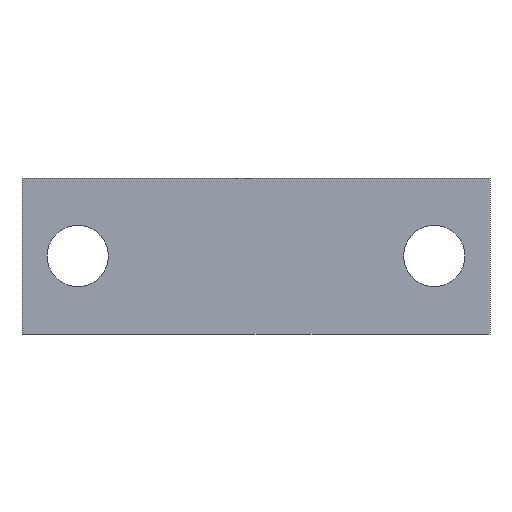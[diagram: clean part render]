
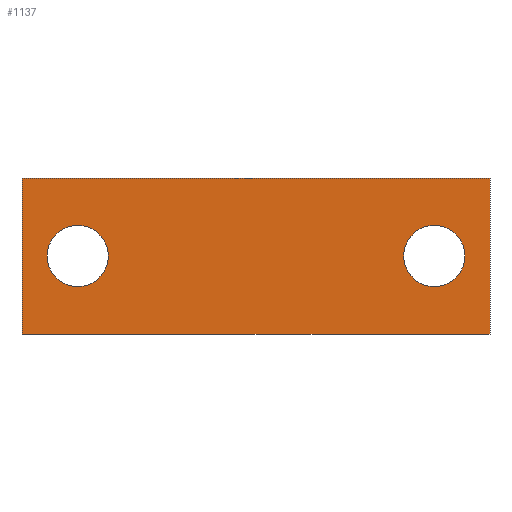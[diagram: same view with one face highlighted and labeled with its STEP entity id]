
A CAD part, left-side view. The second image highlights one B-rep face of the part: STEP entity #1137.
In plain terms, the highlighted planar face has unit normal (-1, 0, 0).
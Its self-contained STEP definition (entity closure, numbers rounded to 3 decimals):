
#72 = PLANE('',#73);
#73 = AXIS2_PLACEMENT_3D('',#74,#75,#76);
#74 = CARTESIAN_POINT('',(12.101,-16.,0.));
#75 = DIRECTION('',(0.,0.,-1.));
#76 = DIRECTION('',(-1.,0.,0.));
#124 = PLANE('',#125);
#125 = AXIS2_PLACEMENT_3D('',#126,#127,#128);
#126 = CARTESIAN_POINT('',(12.101,-16.,14.));
#127 = DIRECTION('',(0.,0.,1.));
#128 = DIRECTION('',(1.,0.,0.));
#273 = VERTEX_POINT('',#274);
#274 = CARTESIAN_POINT('',(0.,5.,14.));
#288 = PLANE('',#289);
#289 = AXIS2_PLACEMENT_3D('',#290,#291,#292);
#290 = CARTESIAN_POINT('',(0.,5.,14.));
#291 = DIRECTION('',(0.,1.,0.));
#292 = DIRECTION('',(0.,0.,-1.));
#300 = EDGE_CURVE('',#301,#273,#303,.T.);
#301 = VERTEX_POINT('',#302);
#302 = CARTESIAN_POINT('',(0.,-37.,14.));
#303 = SURFACE_CURVE('',#304,(#308,#315),.PCURVE_S1.);
#304 = LINE('',#305,#306);
#305 = CARTESIAN_POINT('',(0.,-37.,14.));
#306 = VECTOR('',#307,1.);
#307 = DIRECTION('',(0.,1.,0.));
#308 = PCURVE('',#124,#309);
#309 = DEFINITIONAL_REPRESENTATION('',(#310),#314);
#310 = LINE('',#311,#312);
#311 = CARTESIAN_POINT('',(-12.101,-21.));
#312 = VECTOR('',#313,1.);
#313 = DIRECTION('',(0.,1.));
#314 = ( GEOMETRIC_REPRESENTATION_CONTEXT(2) 
PARAMETRIC_REPRESENTATION_CONTEXT() REPRESENTATION_CONTEXT('2D SPACE',''
  ) );
#315 = PCURVE('',#316,#321);
#316 = PLANE('',#317);
#317 = AXIS2_PLACEMENT_3D('',#318,#319,#320);
#318 = CARTESIAN_POINT('',(0.,-16.,7.));
#319 = DIRECTION('',(-1.,0.,0.));
#320 = DIRECTION('',(0.,0.,-1.));
#321 = DEFINITIONAL_REPRESENTATION('',(#322),#326);
#322 = LINE('',#323,#324);
#323 = CARTESIAN_POINT('',(-7.,21.));
#324 = VECTOR('',#325,1.);
#325 = DIRECTION('',(0.,-1.));
#326 = ( GEOMETRIC_REPRESENTATION_CONTEXT(2) 
PARAMETRIC_REPRESENTATION_CONTEXT() REPRESENTATION_CONTEXT('2D SPACE',''
  ) );
#344 = PLANE('',#345);
#345 = AXIS2_PLACEMENT_3D('',#346,#347,#348);
#346 = CARTESIAN_POINT('',(0.,-37.,0.));
#347 = DIRECTION('',(0.,-1.,0.));
#348 = DIRECTION('',(0.,0.,1.));
#646 = VERTEX_POINT('',#647);
#647 = CARTESIAN_POINT('',(0.,-37.,0.));
#668 = EDGE_CURVE('',#669,#646,#671,.T.);
#669 = VERTEX_POINT('',#670);
#670 = CARTESIAN_POINT('',(0.,5.,0.));
#671 = SURFACE_CURVE('',#672,(#676,#683),.PCURVE_S1.);
#672 = LINE('',#673,#674);
#673 = CARTESIAN_POINT('',(0.,5.,0.));
#674 = VECTOR('',#675,1.);
#675 = DIRECTION('',(0.,-1.,0.));
#676 = PCURVE('',#72,#677);
#677 = DEFINITIONAL_REPRESENTATION('',(#678),#682);
#678 = LINE('',#679,#680);
#679 = CARTESIAN_POINT('',(12.101,21.));
#680 = VECTOR('',#681,1.);
#681 = DIRECTION('',(0.,-1.));
#682 = ( GEOMETRIC_REPRESENTATION_CONTEXT(2) 
PARAMETRIC_REPRESENTATION_CONTEXT() REPRESENTATION_CONTEXT('2D SPACE',''
  ) );
#683 = PCURVE('',#316,#684);
#684 = DEFINITIONAL_REPRESENTATION('',(#685),#689);
#685 = LINE('',#686,#687);
#686 = CARTESIAN_POINT('',(7.,-21.));
#687 = VECTOR('',#688,1.);
#688 = DIRECTION('',(0.,1.));
#689 = ( GEOMETRIC_REPRESENTATION_CONTEXT(2) 
PARAMETRIC_REPRESENTATION_CONTEXT() REPRESENTATION_CONTEXT('2D SPACE',''
  ) );
#850 = CYLINDRICAL_SURFACE('',#851,2.75);
#851 = AXIS2_PLACEMENT_3D('',#852,#853,#854);
#852 = CARTESIAN_POINT('',(-1.,0.,7.));
#853 = DIRECTION('',(-1.,0.,0.));
#854 = DIRECTION('',(0.,1.,0.));
#1099 = CYLINDRICAL_SURFACE('',#1100,2.75);
#1100 = AXIS2_PLACEMENT_3D('',#1101,#1102,#1103);
#1101 = CARTESIAN_POINT('',(-1.,-32.,7.));
#1102 = DIRECTION('',(-1.,0.,0.));
#1103 = DIRECTION('',(0.,1.,0.));
#1117 = EDGE_CURVE('',#646,#301,#1118,.T.);
#1118 = SURFACE_CURVE('',#1119,(#1123,#1130),.PCURVE_S1.);
#1119 = LINE('',#1120,#1121);
#1120 = CARTESIAN_POINT('',(0.,-37.,0.));
#1121 = VECTOR('',#1122,1.);
#1122 = DIRECTION('',(0.,0.,1.));
#1123 = PCURVE('',#344,#1124);
#1124 = DEFINITIONAL_REPRESENTATION('',(#1125),#1129);
#1125 = LINE('',#1126,#1127);
#1126 = CARTESIAN_POINT('',(0.,0.));
#1127 = VECTOR('',#1128,1.);
#1128 = DIRECTION('',(1.,0.));
#1129 = ( GEOMETRIC_REPRESENTATION_CONTEXT(2) 
PARAMETRIC_REPRESENTATION_CONTEXT() REPRESENTATION_CONTEXT('2D SPACE',''
  ) );
#1130 = PCURVE('',#316,#1131);
#1131 = DEFINITIONAL_REPRESENTATION('',(#1132),#1136);
#1132 = LINE('',#1133,#1134);
#1133 = CARTESIAN_POINT('',(7.,21.));
#1134 = VECTOR('',#1135,1.);
#1135 = DIRECTION('',(-1.,0.));
#1136 = ( GEOMETRIC_REPRESENTATION_CONTEXT(2) 
PARAMETRIC_REPRESENTATION_CONTEXT() REPRESENTATION_CONTEXT('2D SPACE',''
  ) );
#1137 = ADVANCED_FACE('',(#1138,#1164,#1190),#316,.T.);
#1138 = FACE_BOUND('',#1139,.T.);
#1139 = EDGE_LOOP('',(#1140,#1141,#1162,#1163));
#1140 = ORIENTED_EDGE('',*,*,#300,.T.);
#1141 = ORIENTED_EDGE('',*,*,#1142,.T.);
#1142 = EDGE_CURVE('',#273,#669,#1143,.T.);
#1143 = SURFACE_CURVE('',#1144,(#1148,#1155),.PCURVE_S1.);
#1144 = LINE('',#1145,#1146);
#1145 = CARTESIAN_POINT('',(0.,5.,14.));
#1146 = VECTOR('',#1147,1.);
#1147 = DIRECTION('',(0.,0.,-1.));
#1148 = PCURVE('',#316,#1149);
#1149 = DEFINITIONAL_REPRESENTATION('',(#1150),#1154);
#1150 = LINE('',#1151,#1152);
#1151 = CARTESIAN_POINT('',(-7.,-21.));
#1152 = VECTOR('',#1153,1.);
#1153 = DIRECTION('',(1.,0.));
#1154 = ( GEOMETRIC_REPRESENTATION_CONTEXT(2) 
PARAMETRIC_REPRESENTATION_CONTEXT() REPRESENTATION_CONTEXT('2D SPACE',''
  ) );
#1155 = PCURVE('',#288,#1156);
#1156 = DEFINITIONAL_REPRESENTATION('',(#1157),#1161);
#1157 = LINE('',#1158,#1159);
#1158 = CARTESIAN_POINT('',(0.,0.));
#1159 = VECTOR('',#1160,1.);
#1160 = DIRECTION('',(1.,0.));
#1161 = ( GEOMETRIC_REPRESENTATION_CONTEXT(2) 
PARAMETRIC_REPRESENTATION_CONTEXT() REPRESENTATION_CONTEXT('2D SPACE',''
  ) );
#1162 = ORIENTED_EDGE('',*,*,#668,.T.);
#1163 = ORIENTED_EDGE('',*,*,#1117,.T.);
#1164 = FACE_BOUND('',#1165,.T.);
#1165 = EDGE_LOOP('',(#1166));
#1166 = ORIENTED_EDGE('',*,*,#1167,.F.);
#1167 = EDGE_CURVE('',#1168,#1168,#1170,.T.);
#1168 = VERTEX_POINT('',#1169);
#1169 = CARTESIAN_POINT('',(0.,-29.25,7.));
#1170 = SURFACE_CURVE('',#1171,(#1176,#1183),.PCURVE_S1.);
#1171 = CIRCLE('',#1172,2.75);
#1172 = AXIS2_PLACEMENT_3D('',#1173,#1174,#1175);
#1173 = CARTESIAN_POINT('',(0.,-32.,7.));
#1174 = DIRECTION('',(-1.,0.,0.));
#1175 = DIRECTION('',(0.,1.,0.));
#1176 = PCURVE('',#316,#1177);
#1177 = DEFINITIONAL_REPRESENTATION('',(#1178),#1182);
#1178 = CIRCLE('',#1179,2.75);
#1179 = AXIS2_PLACEMENT_2D('',#1180,#1181);
#1180 = CARTESIAN_POINT('',(0.,16.));
#1181 = DIRECTION('',(0.,-1.));
#1182 = ( GEOMETRIC_REPRESENTATION_CONTEXT(2) 
PARAMETRIC_REPRESENTATION_CONTEXT() REPRESENTATION_CONTEXT('2D SPACE',''
  ) );
#1183 = PCURVE('',#1099,#1184);
#1184 = DEFINITIONAL_REPRESENTATION('',(#1185),#1189);
#1185 = LINE('',#1186,#1187);
#1186 = CARTESIAN_POINT('',(-6.283,-1.));
#1187 = VECTOR('',#1188,1.);
#1188 = DIRECTION('',(1.,0.));
#1189 = ( GEOMETRIC_REPRESENTATION_CONTEXT(2) 
PARAMETRIC_REPRESENTATION_CONTEXT() REPRESENTATION_CONTEXT('2D SPACE',''
  ) );
#1190 = FACE_BOUND('',#1191,.T.);
#1191 = EDGE_LOOP('',(#1192));
#1192 = ORIENTED_EDGE('',*,*,#1193,.F.);
#1193 = EDGE_CURVE('',#1194,#1194,#1196,.T.);
#1194 = VERTEX_POINT('',#1195);
#1195 = CARTESIAN_POINT('',(0.,2.75,7.));
#1196 = SURFACE_CURVE('',#1197,(#1202,#1209),.PCURVE_S1.);
#1197 = CIRCLE('',#1198,2.75);
#1198 = AXIS2_PLACEMENT_3D('',#1199,#1200,#1201);
#1199 = CARTESIAN_POINT('',(0.,0.,7.));
#1200 = DIRECTION('',(-1.,0.,0.));
#1201 = DIRECTION('',(0.,1.,0.));
#1202 = PCURVE('',#316,#1203);
#1203 = DEFINITIONAL_REPRESENTATION('',(#1204),#1208);
#1204 = CIRCLE('',#1205,2.75);
#1205 = AXIS2_PLACEMENT_2D('',#1206,#1207);
#1206 = CARTESIAN_POINT('',(0.,-16.));
#1207 = DIRECTION('',(0.,-1.));
#1208 = ( GEOMETRIC_REPRESENTATION_CONTEXT(2) 
PARAMETRIC_REPRESENTATION_CONTEXT() REPRESENTATION_CONTEXT('2D SPACE',''
  ) );
#1209 = PCURVE('',#850,#1210);
#1210 = DEFINITIONAL_REPRESENTATION('',(#1211),#1215);
#1211 = LINE('',#1212,#1213);
#1212 = CARTESIAN_POINT('',(-6.283,-1.));
#1213 = VECTOR('',#1214,1.);
#1214 = DIRECTION('',(1.,0.));
#1215 = ( GEOMETRIC_REPRESENTATION_CONTEXT(2) 
PARAMETRIC_REPRESENTATION_CONTEXT() REPRESENTATION_CONTEXT('2D SPACE',''
  ) );
